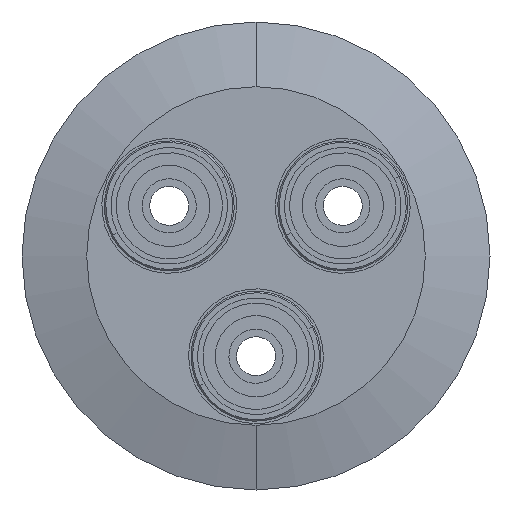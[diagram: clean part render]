
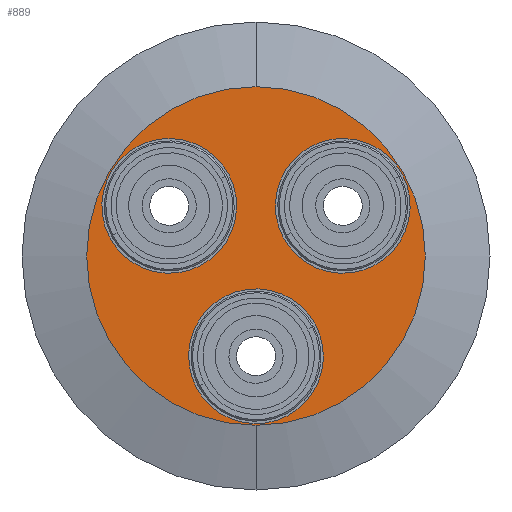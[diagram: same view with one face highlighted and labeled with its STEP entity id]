
A CAD part, front view. The second image highlights one B-rep face of the part: STEP entity #889.
In plain terms, the highlighted planar face has unit normal (0, -1, 0).
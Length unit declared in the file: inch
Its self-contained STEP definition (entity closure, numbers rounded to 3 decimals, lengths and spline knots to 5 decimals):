
#24 = ORIENTED_EDGE ( 'NONE', *, *, #3634, .F. ) ;
#123 = AXIS2_PLACEMENT_3D ( 'NONE', #3305, #1792, #1452 ) ;
#179 = ORIENTED_EDGE ( 'NONE', *, *, #3886, .T. ) ;
#270 = FACE_BOUND ( 'NONE', #2347, .T. ) ;
#320 = ORIENTED_EDGE ( 'NONE', *, *, #980, .F. ) ;
#457 = CARTESIAN_POINT ( 'NONE',  ( 0.49375, -0.095, -0.06545 ) ) ;
#463 = VERTEX_POINT ( 'NONE', #457 ) ;
#558 = ORIENTED_EDGE ( 'NONE', *, *, #3672, .F. ) ;
#614 = CARTESIAN_POINT ( 'NONE',  ( 0., -0.095, 0. ) ) ;
#661 = DIRECTION ( 'NONE',  ( 0., 1., 0. ) ) ;
#667 = CARTESIAN_POINT ( 'NONE',  ( 0., -0.095, -0.4625 ) ) ;
#676 = CARTESIAN_POINT ( 'NONE',  ( 0., -0.095, 0. ) ) ;
#778 = EDGE_LOOP ( 'NONE', ( #320, #24 ) ) ;
#779 = ORIENTED_EDGE ( 'NONE', *, *, #4460, .F. ) ;
#887 = AXIS2_PLACEMENT_3D ( 'NONE', #1464, #1092, #2215 ) ;
#889 = ADVANCED_FACE ( 'NONE', ( #1375, #4761, #270, #1768 ), #1402, .F. ) ;
#980 = EDGE_CURVE ( 'NONE', #2240, #2657, #3954, .T. ) ;
#1026 = CIRCLE ( 'NONE', #2119, 0.78144 ) ;
#1053 = AXIS2_PLACEMENT_3D ( 'NONE', #2517, #661, #2155 ) ;
#1092 = DIRECTION ( 'NONE',  ( 0., -1., 0. ) ) ;
#1192 = CARTESIAN_POINT ( 'NONE',  ( 0., -0.095, -0.78144 ) ) ;
#1294 = EDGE_LOOP ( 'NONE', ( #4317, #2934 ) ) ;
#1304 = CARTESIAN_POINT ( 'NONE',  ( 0.30733, -0.095, 0.52795 ) ) ;
#1375 = FACE_BOUND ( 'NONE', #1294, .T. ) ;
#1402 = PLANE ( 'NONE',  #1053 ) ;
#1446 = CARTESIAN_POINT ( 'NONE',  ( 0.09321, -0.095, -0.7592 ) ) ;
#1452 = DIRECTION ( 'NONE',  ( 0., 0., 1. ) ) ;
#1464 = CARTESIAN_POINT ( 'NONE',  ( -0.40054, -0.095, 0.23125 ) ) ;
#1480 = DIRECTION ( 'NONE',  ( 0., 0., 1. ) ) ;
#1484 = CARTESIAN_POINT ( 'NONE',  ( -0.40054, -0.095, 0.23125 ) ) ;
#1591 = AXIS2_PLACEMENT_3D ( 'NONE', #676, #2168, #1708 ) ;
#1630 = AXIS2_PLACEMENT_3D ( 'NONE', #1484, #4789, #2597 ) ;
#1708 = DIRECTION ( 'NONE',  ( 0., 0., -1. ) ) ;
#1768 = FACE_OUTER_BOUND ( 'NONE', #4274, .T. ) ;
#1792 = DIRECTION ( 'NONE',  ( 0., -1., 0. ) ) ;
#1793 = CARTESIAN_POINT ( 'NONE',  ( 0., -0.095, 0.78144 ) ) ;
#1834 = EDGE_CURVE ( 'NONE', #3873, #463, #4032, .T. ) ;
#1852 = CARTESIAN_POINT ( 'NONE',  ( -0.09321, -0.095, -0.1658 ) ) ;
#1864 = EDGE_CURVE ( 'NONE', #463, #3873, #2384, .T. ) ;
#2053 = DIRECTION ( 'NONE',  ( 0., 0., -1. ) ) ;
#2066 = CARTESIAN_POINT ( 'NONE',  ( -0.30733, -0.095, -0.06545 ) ) ;
#2082 = DIRECTION ( 'NONE',  ( 0., -1., 0. ) ) ;
#2119 = AXIS2_PLACEMENT_3D ( 'NONE', #614, #2082, #2053 ) ;
#2155 = DIRECTION ( 'NONE',  ( 0., 0., 1. ) ) ;
#2168 = DIRECTION ( 'NONE',  ( 0., -1., 0. ) ) ;
#2215 = DIRECTION ( 'NONE',  ( 0., 0., 1. ) ) ;
#2233 = DIRECTION ( 'NONE',  ( 0., -1., 0. ) ) ;
#2240 = VERTEX_POINT ( 'NONE', #1446 ) ;
#2347 = EDGE_LOOP ( 'NONE', ( #779, #558 ) ) ;
#2384 = CIRCLE ( 'NONE', #3630, 0.311 ) ;
#2405 = CIRCLE ( 'NONE', #3578, 0.311 ) ;
#2447 = AXIS2_PLACEMENT_3D ( 'NONE', #4447, #3361, #3385 ) ;
#2517 = CARTESIAN_POINT ( 'NONE',  ( -0.78144, -0.095, 0. ) ) ;
#2582 = CARTESIAN_POINT ( 'NONE',  ( -0.49375, -0.095, 0.52795 ) ) ;
#2597 = DIRECTION ( 'NONE',  ( 0., 0., 1. ) ) ;
#2657 = VERTEX_POINT ( 'NONE', #1852 ) ;
#2718 = CIRCLE ( 'NONE', #1630, 0.311 ) ;
#2760 = ORIENTED_EDGE ( 'NONE', *, *, #4425, .T. ) ;
#2934 = ORIENTED_EDGE ( 'NONE', *, *, #1834, .F. ) ;
#2964 = VERTEX_POINT ( 'NONE', #1793 ) ;
#3281 = CARTESIAN_POINT ( 'NONE',  ( 0.40054, -0.095, 0.23125 ) ) ;
#3305 = CARTESIAN_POINT ( 'NONE',  ( 0.40054, -0.095, 0.23125 ) ) ;
#3361 = DIRECTION ( 'NONE',  ( 0., -1., 0. ) ) ;
#3385 = DIRECTION ( 'NONE',  ( 0., 0., 1. ) ) ;
#3517 = VERTEX_POINT ( 'NONE', #2582 ) ;
#3578 = AXIS2_PLACEMENT_3D ( 'NONE', #667, #3738, #4766 ) ;
#3630 = AXIS2_PLACEMENT_3D ( 'NONE', #3281, #2233, #1480 ) ;
#3634 = EDGE_CURVE ( 'NONE', #2657, #2240, #2405, .T. ) ;
#3672 = EDGE_CURVE ( 'NONE', #3517, #4221, #2718, .T. ) ;
#3738 = DIRECTION ( 'NONE',  ( 0., -1., 0. ) ) ;
#3861 = CIRCLE ( 'NONE', #1591, 0.78144 ) ;
#3873 = VERTEX_POINT ( 'NONE', #1304 ) ;
#3886 = EDGE_CURVE ( 'NONE', #2964, #4466, #1026, .T. ) ;
#3954 = CIRCLE ( 'NONE', #2447, 0.311 ) ;
#4032 = CIRCLE ( 'NONE', #123, 0.311 ) ;
#4221 = VERTEX_POINT ( 'NONE', #2066 ) ;
#4258 = CIRCLE ( 'NONE', #887, 0.311 ) ;
#4274 = EDGE_LOOP ( 'NONE', ( #179, #2760 ) ) ;
#4317 = ORIENTED_EDGE ( 'NONE', *, *, #1864, .F. ) ;
#4425 = EDGE_CURVE ( 'NONE', #4466, #2964, #3861, .T. ) ;
#4447 = CARTESIAN_POINT ( 'NONE',  ( 0., -0.095, -0.4625 ) ) ;
#4460 = EDGE_CURVE ( 'NONE', #4221, #3517, #4258, .T. ) ;
#4466 = VERTEX_POINT ( 'NONE', #1192 ) ;
#4761 = FACE_BOUND ( 'NONE', #778, .T. ) ;
#4766 = DIRECTION ( 'NONE',  ( 0., 0., 1. ) ) ;
#4789 = DIRECTION ( 'NONE',  ( 0., -1., 0. ) ) ;
